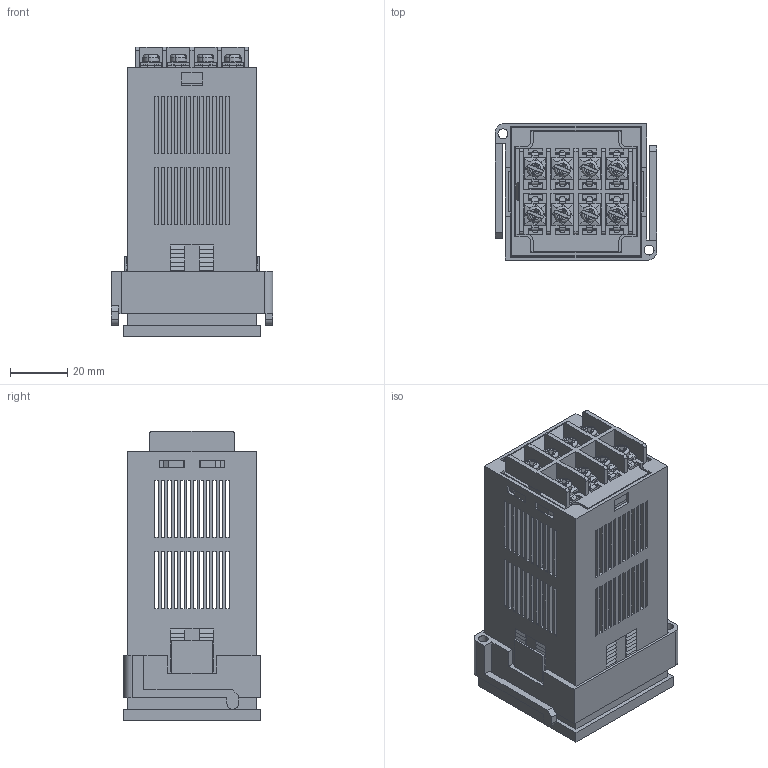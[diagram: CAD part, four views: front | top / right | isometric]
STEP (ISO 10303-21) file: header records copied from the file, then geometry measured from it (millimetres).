
FILE_DESCRIPTION (( 'STEP AP214' ), '1' );
FILE_NAME ('IC-248-04.STEP', '2022-01-17T14:40:13', ( '' ), ( '' ), 'SwSTEP 2.0', 'SolidWorks 2017', '' );
FILE_SCHEMA (( 'AUTOMOTIVE_DESIGN' ));
Length unit declared in the file: millimetre
Products named in the file (43): Washer; IC-248-BP-PCB-8Ter; Screw; IC-248-Horizontal-PCB; Screw+Washer; Gt-1-Terminal sheetmetal; Back Plate 8 Term- IC-248-BP-8Ter; Clamp ICCL-248; IC-248-BP-8Ter; Case IC-248; Front Plate FP-248-01-02; IC-248-04
Assembly tree (26 placements, depth 4):
  Screw
  Gt-1-Terminal sheetmetal
  IC-248-BP-PCB-8Ter
  Washer
  Gt-1-Terminal sheetmetal
Bounding box: 56.5 x 48 x 101 mm (x, y, z)
Volume: 51101.8 mm3; surface area: 79478.1 mm2
Topology: 31 solids, 31 shells, 1969 faces, 5286 edges, 3372 vertices
Faces by surface type: plane 1477, cylinder 444, bspline 24, cone 24
Entity records: 37827 total; most frequent: CARTESIAN_POINT 6983, ORIENTED_EDGE 6386, DIRECTION 5745, EDGE_CURVE 3193, LINE 2883, VECTOR 2883, VERTEX_POINT 2063, AXIS2_PLACEMENT_3D 1431
